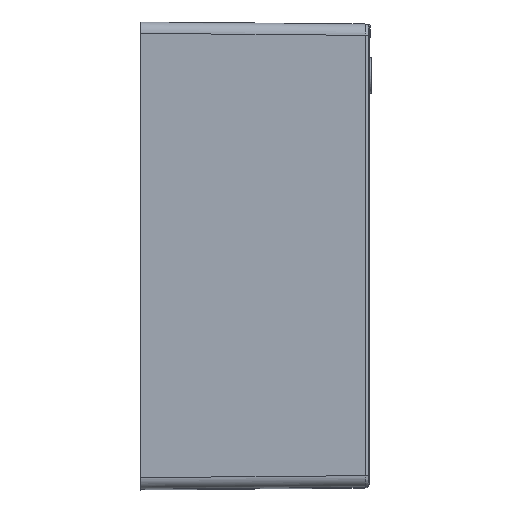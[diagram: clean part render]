
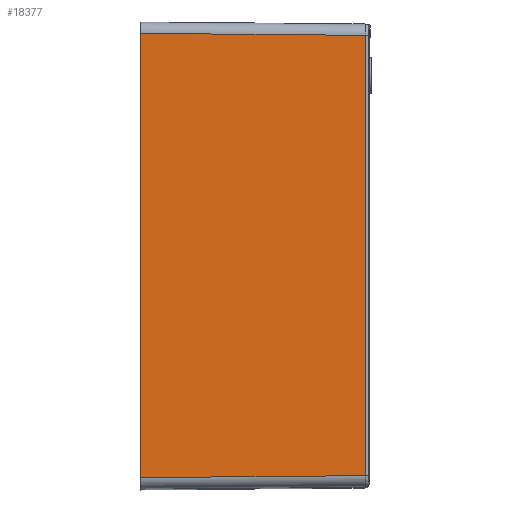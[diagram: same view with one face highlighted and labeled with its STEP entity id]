
A CAD part, top view. The second image highlights one B-rep face of the part: STEP entity #18377.
In plain terms, the highlighted planar face has unit normal (0.009, 0, 1).
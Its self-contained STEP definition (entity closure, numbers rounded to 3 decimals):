
#750=DIRECTION('',(0.,1.,0.));
#751=VECTOR('',#750,389.492);
#752=CARTESIAN_POINT('',(-200.,-194.746,251.245));
#753=LINE('',#752,#751);
#754=DIRECTION('',(-1.,0.009,0.009));
#755=VECTOR('',#754,197.041);
#756=CARTESIAN_POINT('',(-2.974,193.026,249.526));
#757=LINE('',#756,#755);
#758=DIRECTION('',(0.,-1.,0.));
#759=VECTOR('',#758,386.053);
#760=CARTESIAN_POINT('',(-2.974,193.026,249.526));
#761=LINE('',#760,#759);
#762=DIRECTION('',(-1.,-0.009,0.009));
#763=VECTOR('',#762,197.041);
#764=CARTESIAN_POINT('',(-2.974,-193.026,249.526));
#765=LINE('',#764,#763);
#15055=CARTESIAN_POINT('',(-2.974,-193.026,
249.526));
#15057=VERTEX_POINT('',#15055);
#15090=CARTESIAN_POINT('',(-200.,-194.746,251.245));
#15091=VERTEX_POINT('',#15090);
#16571=CARTESIAN_POINT('',(-2.974,193.026,
249.526));
#16573=VERTEX_POINT('',#16571);
#16606=CARTESIAN_POINT('',(-200.,194.746,251.245));
#16607=VERTEX_POINT('',#16606);
#18364=CARTESIAN_POINT('',(0.,0.,249.5));
#18365=DIRECTION('',(0.009,0.,1.));
#18366=DIRECTION('',(0.,1.,0.));
#18367=AXIS2_PLACEMENT_3D('',#18364,#18365,#18366);
#18368=PLANE('',#18367);
#18369=ORIENTED_EDGE('',*,*,#17462,.T.);
#18371=ORIENTED_EDGE('',*,*,#18370,.F.);
#18372=ORIENTED_EDGE('',*,*,#18354,.T.);
#18374=ORIENTED_EDGE('',*,*,#18373,.T.);
#18375=EDGE_LOOP('',(#18369,#18371,#18372,#18374));
#18376=FACE_OUTER_BOUND('',#18375,.F.);
#18377=ADVANCED_FACE('',(#18376),#18368,.T.);
#17462=EDGE_CURVE('',#15091,#16607,#753,.T.);
#18354=EDGE_CURVE('',#16573,#15057,#761,.T.);
#18370=EDGE_CURVE('',#16573,#16607,#757,.T.);
#18373=EDGE_CURVE('',#15057,#15091,#765,.T.);
